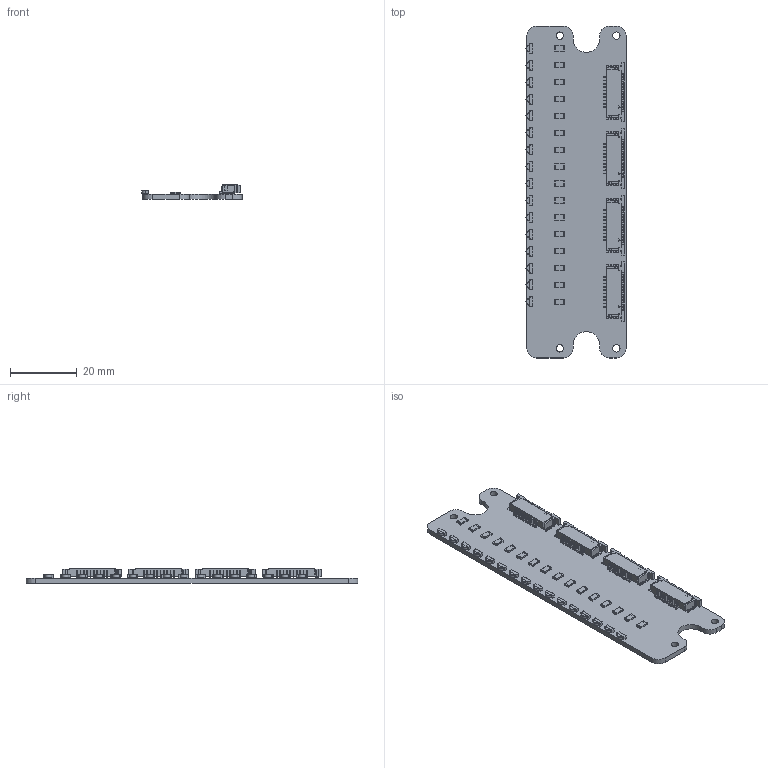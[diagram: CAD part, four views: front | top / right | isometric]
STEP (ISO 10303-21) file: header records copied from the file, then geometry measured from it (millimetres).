
FILE_DESCRIPTION(('KiCad electronic assembly'),'2;1');
FILE_NAME('PM-LED16.step','2024-10-23T08:16:40',('Pcbnew'),('Kicad'), 'Open CASCADE STEP processor 7.6','KiCad to STEP converter','Unknown' );
FILE_SCHEMA(('AUTOMOTIVE_DESIGN { 1 0 10303 214 1 1 1 1 }'));
Length unit declared in the file: millimetre
Products named in the file (8): PM-LED16 1; 12-21_GHC-YR2S2_2C; R_1206_3216Metric; c-1-84953-0-a-3d; C-1-84953-0; PM-LED16_PCB
Assembly tree (40 placements, depth 3):
  PM-LED16 1
    12-21_GHC-YR2S2_2C  x16
      12-21_GHC-YR2S2_2C
    R_1206_3216Metric  x16
      R_1206_3216Metric
    c-1-84953-0-a-3d  x4
      C-1-84953-0
    PM-LED16_PCB
Bounding box: 30.07 x 99.8 x 4.41 mm (x, y, z)
Volume: 5343.4 mm3; surface area: 8700.1 mm2
Topology: 37 solids, 37 shells, 3410 faces, 9796 edges, 6456 vertices
Faces by surface type: plane 2436, cylinder 942, torus 32
Full cylindrical faces by diameter (mm): 2.2 x4
Entity records: 22094 total; most frequent: CARTESIAN_POINT 3801, ORIENTED_EDGE 3734, DIRECTION 3623, EDGE_CURVE 1867, LINE 1463, VECTOR 1463, VERTEX_POINT 1230, AXIS2_PLACEMENT_3D 1080
